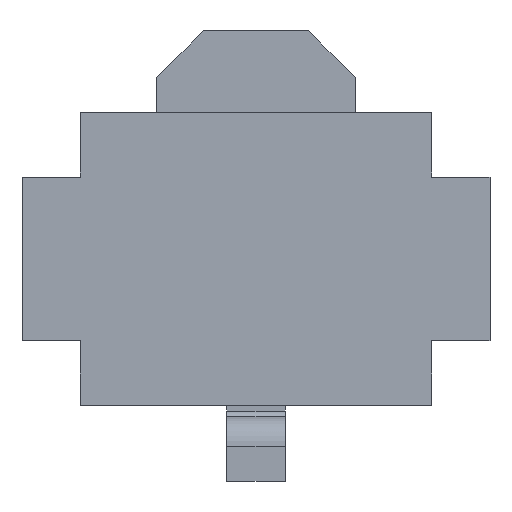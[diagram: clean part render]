
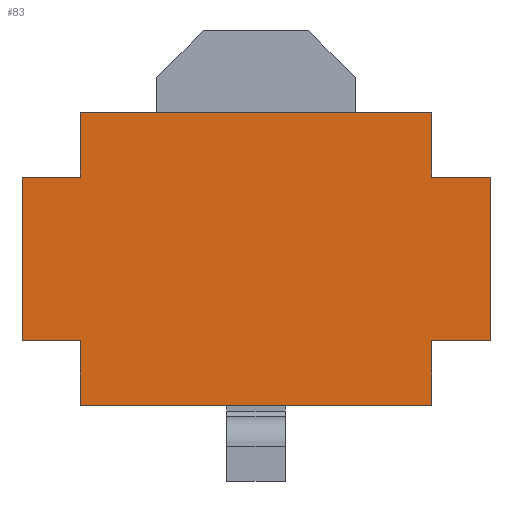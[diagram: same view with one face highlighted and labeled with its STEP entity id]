
A CAD part, front view. The second image highlights one B-rep face of the part: STEP entity #83.
In plain terms, the highlighted planar face has unit normal (0, -1, 0).
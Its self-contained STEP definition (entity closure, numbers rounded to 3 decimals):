
#83=ADVANCED_FACE('',(#156),#157,.F.);
#156=FACE_OUTER_BOUND('',#230,.T.);
#157=PLANE('',#231);
#165=CARTESIAN_POINT('',(0.0,0.0,0.0));
#166=DIRECTION('',(0.0,0.0,1.0));
#167=DIRECTION('',(1.0,0.0,0.0));
#230=EDGE_LOOP('',(#436,#437,#438,#439,#440,#441,#442,#443,#444,#445,#446,#447));
#231=AXIS2_PLACEMENT_3D('',#165,#257,#166);
#257=DIRECTION('',(0.0,1.0,0.0));
#340=DIRECTION('',(-1.0,0.0,0.0));
#364=DIRECTION('',(0.0,0.0,-1.0));
#436=ORIENTED_EDGE('',*,*,#551,.T.);
#437=ORIENTED_EDGE('',*,*,#537,.F.);
#438=ORIENTED_EDGE('',*,*,#538,.T.);
#439=ORIENTED_EDGE('',*,*,#533,.F.);
#440=ORIENTED_EDGE('',*,*,#552,.T.);
#441=ORIENTED_EDGE('',*,*,#548,.F.);
#442=ORIENTED_EDGE('',*,*,#540,.F.);
#443=ORIENTED_EDGE('',*,*,#531,.F.);
#444=ORIENTED_EDGE('',*,*,#539,.F.);
#445=ORIENTED_EDGE('',*,*,#519,.F.);
#446=ORIENTED_EDGE('',*,*,#544,.F.);
#447=ORIENTED_EDGE('',*,*,#547,.F.);
#519=EDGE_CURVE('',#646,#649,#650,.T.);
#531=EDGE_CURVE('',#667,#665,#669,.T.);
#533=EDGE_CURVE('',#670,#672,#669,.T.);
#537=EDGE_CURVE('',#676,#674,#650,.T.);
#538=EDGE_CURVE('',#676,#672,#678,.T.);
#539=EDGE_CURVE('',#649,#667,#679,.T.);
#540=EDGE_CURVE('',#665,#680,#681,.T.);
#544=EDGE_CURVE('',#686,#646,#681,.T.);
#547=EDGE_CURVE('',#690,#686,#692,.T.);
#548=EDGE_CURVE('',#680,#693,#694,.T.);
#551=EDGE_CURVE('',#690,#674,#698,.T.);
#552=EDGE_CURVE('',#670,#693,#698,.T.);
#646=VERTEX_POINT('',#790);
#649=VERTEX_POINT('',#794);
#650=LINE('',#795,#762);
#665=VERTEX_POINT('',#812);
#667=VERTEX_POINT('',#814);
#669=LINE('',#816,#724);
#670=VERTEX_POINT('',#817);
#672=VERTEX_POINT('',#819);
#674=VERTEX_POINT('',#821);
#676=VERTEX_POINT('',#823);
#678=LINE('',#825,#756);
#679=LINE('',#826,#756);
#680=VERTEX_POINT('',#827);
#681=LINE('',#828,#756);
#686=VERTEX_POINT('',#833);
#690=VERTEX_POINT('',#837);
#692=LINE('',#839,#762);
#693=VERTEX_POINT('',#840);
#694=LINE('',#841,#724);
#698=LINE('',#845,#756);
#724=VECTOR('',#340,1.0);
#756=VECTOR('',#364,1.0);
#762=VECTOR('',#167,1.0);
#790=CARTESIAN_POINT('',(1.5,0.0,0.7));
#794=CARTESIAN_POINT('',(2.0,0.0,0.7));
#795=CARTESIAN_POINT('',(0.0,0.0,0.7));
#812=CARTESIAN_POINT('',(1.5,0.0,-0.7));
#814=CARTESIAN_POINT('',(2.0,0.0,-0.7));
#816=CARTESIAN_POINT('',(0.0,0.0,-0.7));
#817=CARTESIAN_POINT('',(-1.5,0.0,-0.7));
#819=CARTESIAN_POINT('',(-2.0,0.0,-0.7));
#821=CARTESIAN_POINT('',(-1.5,0.0,0.7));
#823=CARTESIAN_POINT('',(-2.0,0.0,0.7));
#825=CARTESIAN_POINT('',(-2.0,0.0,0.0));
#826=CARTESIAN_POINT('',(2.0,0.0,0.0));
#827=CARTESIAN_POINT('',(1.5,0.0,-1.25));
#828=CARTESIAN_POINT('',(1.5,0.0,0.0));
#833=CARTESIAN_POINT('',(1.5,0.0,1.25));
#837=CARTESIAN_POINT('',(-1.5,0.0,1.25));
#839=CARTESIAN_POINT('',(0.0,0.0,1.25));
#840=CARTESIAN_POINT('',(-1.5,0.0,-1.25));
#841=CARTESIAN_POINT('',(0.0,0.0,-1.25));
#845=CARTESIAN_POINT('',(-1.5,0.0,0.0));
